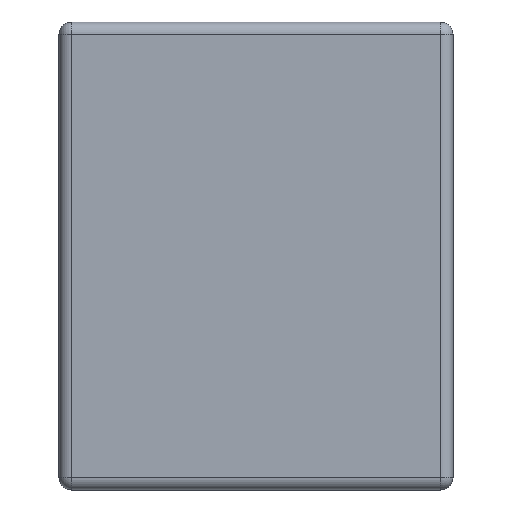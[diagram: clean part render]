
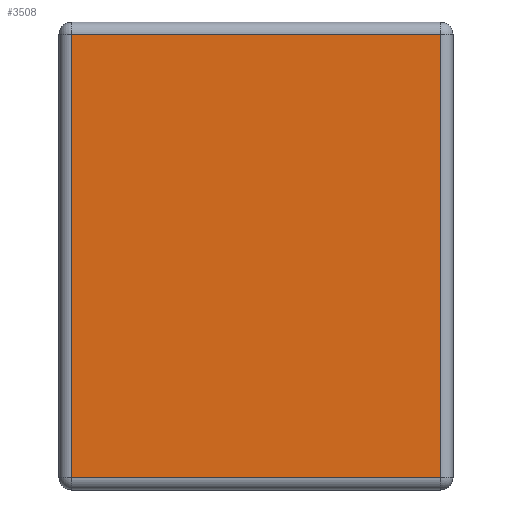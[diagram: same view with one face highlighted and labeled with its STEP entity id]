
A CAD part, left-side view. The second image highlights one B-rep face of the part: STEP entity #3508.
In plain terms, the highlighted planar face has unit normal (-1, 0, 0).
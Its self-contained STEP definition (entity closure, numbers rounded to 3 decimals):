
#280 = ORIENTED_EDGE ( 'NONE', *, *, #1303, .T. ) ;
#343 = LINE ( 'NONE', #1897, #2736 ) ;
#477 = PLANE ( 'NONE',  #1370 ) ;
#486 = VECTOR ( 'NONE', #2354, 1000. ) ;
#539 = LINE ( 'NONE', #2086, #486 ) ;
#663 = DIRECTION ( 'NONE',  ( 0., 1., 0. ) ) ;
#958 = ORIENTED_EDGE ( 'NONE', *, *, #1157, .T. ) ;
#1013 = VERTEX_POINT ( 'NONE', #1929 ) ;
#1096 = VERTEX_POINT ( 'NONE', #2047 ) ;
#1157 = EDGE_CURVE ( 'NONE', #2654, #1276, #2663, .T. ) ;
#1276 = VERTEX_POINT ( 'NONE', #2484 ) ;
#1303 = EDGE_CURVE ( 'NONE', #1276, #1096, #1727, .T. ) ;
#1329 = ORIENTED_EDGE ( 'NONE', *, *, #1414, .T. ) ;
#1370 = AXIS2_PLACEMENT_3D ( 'NONE', #1878, #2081, #3286 ) ;
#1401 = CARTESIAN_POINT ( 'NONE',  ( -0.8, -0.375, 0.95 ) ) ;
#1414 = EDGE_CURVE ( 'NONE', #1013, #2654, #539, .T. ) ;
#1727 = LINE ( 'NONE', #1401, #3487 ) ;
#1838 = EDGE_CURVE ( 'NONE', #1096, #1013, #343, .T. ) ;
#1878 = CARTESIAN_POINT ( 'NONE',  ( -0.8, 0., 0.95 ) ) ;
#1897 = CARTESIAN_POINT ( 'NONE',  ( -0.8, 0., 0.925 ) ) ;
#1929 = CARTESIAN_POINT ( 'NONE',  ( -0.8, 0.375, 0.925 ) ) ;
#1991 = FACE_OUTER_BOUND ( 'NONE', #2744, .T. ) ;
#2016 = CARTESIAN_POINT ( 'NONE',  ( -0.8, 0.375, 0.025 ) ) ;
#2047 = CARTESIAN_POINT ( 'NONE',  ( -0.8, -0.375, 0.925 ) ) ;
#2081 = DIRECTION ( 'NONE',  ( -1., 0., 0. ) ) ;
#2086 = CARTESIAN_POINT ( 'NONE',  ( -0.8, 0.375, 0. ) ) ;
#2354 = DIRECTION ( 'NONE',  ( 0., 0., -1. ) ) ;
#2366 = CARTESIAN_POINT ( 'NONE',  ( -0.8, -0.4, 0.025 ) ) ;
#2484 = CARTESIAN_POINT ( 'NONE',  ( -0.8, -0.375, 0.025 ) ) ;
#2609 = DIRECTION ( 'NONE',  ( 0., 0., 1. ) ) ;
#2654 = VERTEX_POINT ( 'NONE', #2016 ) ;
#2663 = LINE ( 'NONE', #2366, #3168 ) ;
#2736 = VECTOR ( 'NONE', #663, 1000. ) ;
#2744 = EDGE_LOOP ( 'NONE', ( #2964, #1329, #958, #280 ) ) ;
#2964 = ORIENTED_EDGE ( 'NONE', *, *, #1838, .T. ) ;
#3168 = VECTOR ( 'NONE', #3344, 1000. ) ;
#3286 = DIRECTION ( 'NONE',  ( 0., 0., 1. ) ) ;
#3344 = DIRECTION ( 'NONE',  ( 0., -1., 0. ) ) ;
#3487 = VECTOR ( 'NONE', #2609, 1000. ) ;
#3508 = ADVANCED_FACE ( 'NONE', ( #1991 ), #477, .T. ) ;
